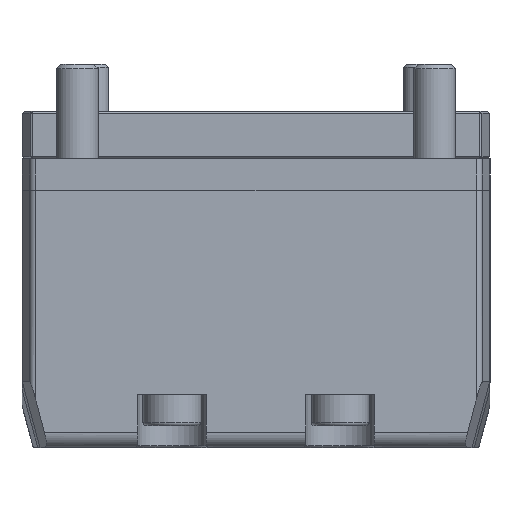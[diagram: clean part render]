
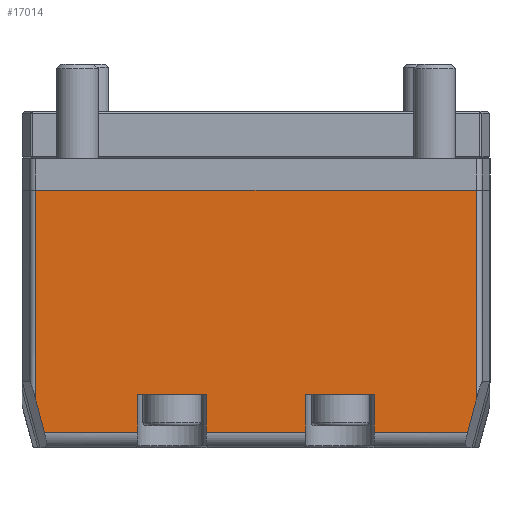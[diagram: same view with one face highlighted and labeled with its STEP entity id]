
A CAD part, front view. The second image highlights one B-rep face of the part: STEP entity #17014.
In plain terms, the highlighted planar face has unit normal (0, -1, 0).
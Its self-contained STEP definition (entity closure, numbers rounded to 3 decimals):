
#1909=LINE('',#25822,#3970);
#1915=LINE('',#25848,#3976);
#2025=LINE('',#26156,#4086);
#2027=LINE('',#26163,#4088);
#2028=LINE('',#26169,#4089);
#2034=LINE('',#26184,#4095);
#2036=LINE('',#26190,#4097);
#2050=LINE('',#26217,#4111);
#2061=LINE('',#26277,#4122);
#2071=LINE('',#26305,#4132);
#2072=LINE('',#26307,#4133);
#2073=LINE('',#26309,#4134);
#2074=LINE('',#26311,#4135);
#2075=LINE('',#26312,#4136);
#3970=VECTOR('',#21119,10.);
#3976=VECTOR('',#21141,10.);
#4086=VECTOR('',#21429,10.);
#4088=VECTOR('',#21439,10.);
#4089=VECTOR('',#21446,10.);
#4095=VECTOR('',#21464,10.);
#4097=VECTOR('',#21472,10.);
#4111=VECTOR('',#21504,10.);
#4122=VECTOR('',#21577,10.);
#4132=VECTOR('',#21605,10.);
#4133=VECTOR('',#21606,10.);
#4134=VECTOR('',#21607,10.);
#4135=VECTOR('',#21608,10.);
#4136=VECTOR('',#21609,10.);
#5856=FACE_OUTER_BOUND('',#6723,.T.);
#6723=EDGE_LOOP('',(#14747,#14748,#14749,#14750,#14751,#14752,#14753,#14754,
#14755,#14756,#14757,#14758,#14759,#14760));
#8267=VERTEX_POINT('',#25819);
#8268=VERTEX_POINT('',#25821);
#8279=VERTEX_POINT('',#25845);
#8280=VERTEX_POINT('',#25847);
#8389=VERTEX_POINT('',#26155);
#8390=VERTEX_POINT('',#26161);
#8392=VERTEX_POINT('',#26167);
#8396=VERTEX_POINT('',#26188);
#8400=VERTEX_POINT('',#26215);
#8418=VERTEX_POINT('',#26276);
#8427=VERTEX_POINT('',#26304);
#8428=VERTEX_POINT('',#26306);
#8429=VERTEX_POINT('',#26308);
#8430=VERTEX_POINT('',#26310);
#10351=EDGE_CURVE('',#8268,#8267,#1909,.T.);
#10363=EDGE_CURVE('',#8280,#8279,#1915,.T.);
#10517=EDGE_CURVE('',#8389,#8268,#2025,.T.);
#10521=EDGE_CURVE('',#8267,#8390,#2027,.T.);
#10524=EDGE_CURVE('',#8392,#8390,#2028,.T.);
#10532=EDGE_CURVE('',#8392,#8280,#2034,.T.);
#10535=EDGE_CURVE('',#8279,#8396,#2036,.T.);
#10550=EDGE_CURVE('',#8400,#8396,#2050,.T.);
#10577=EDGE_CURVE('',#8389,#8418,#2061,.T.);
#10591=EDGE_CURVE('',#8400,#8427,#2071,.T.);
#10592=EDGE_CURVE('',#8428,#8427,#2072,.T.);
#10593=EDGE_CURVE('',#8428,#8429,#2073,.T.);
#10594=EDGE_CURVE('',#8429,#8430,#2074,.T.);
#10595=EDGE_CURVE('',#8430,#8418,#2075,.T.);
#14747=ORIENTED_EDGE('',*,*,#10521,.T.);
#14748=ORIENTED_EDGE('',*,*,#10524,.F.);
#14749=ORIENTED_EDGE('',*,*,#10532,.T.);
#14750=ORIENTED_EDGE('',*,*,#10363,.T.);
#14751=ORIENTED_EDGE('',*,*,#10535,.T.);
#14752=ORIENTED_EDGE('',*,*,#10550,.F.);
#14753=ORIENTED_EDGE('',*,*,#10591,.T.);
#14754=ORIENTED_EDGE('',*,*,#10592,.F.);
#14755=ORIENTED_EDGE('',*,*,#10593,.T.);
#14756=ORIENTED_EDGE('',*,*,#10594,.T.);
#14757=ORIENTED_EDGE('',*,*,#10595,.T.);
#14758=ORIENTED_EDGE('',*,*,#10577,.F.);
#14759=ORIENTED_EDGE('',*,*,#10517,.T.);
#14760=ORIENTED_EDGE('',*,*,#10351,.T.);
#16265=PLANE('',#17981);
#17014=ADVANCED_FACE('',(#5856),#16265,.T.);
#17981=AXIS2_PLACEMENT_3D('',#26303,#21603,#21604);
#21119=DIRECTION('',(1.,0.,0.));
#21141=DIRECTION('',(1.,0.,0.));
#21429=DIRECTION('',(0.,0.,1.));
#21439=DIRECTION('',(0.,0.,-1.));
#21446=DIRECTION('',(-1.,0.,0.));
#21464=DIRECTION('',(0.,0.,1.));
#21472=DIRECTION('',(0.,0.,-1.));
#21504=DIRECTION('',(-1.,0.,0.));
#21577=DIRECTION('',(-1.,0.,0.));
#21603=DIRECTION('center_axis',(0.,-1.,0.));
#21604=DIRECTION('ref_axis',(-1.,0.,0.));
#21605=DIRECTION('',(0.259,0.,0.966));
#21606=DIRECTION('',(0.,0.,-1.));
#21607=DIRECTION('',(-1.,0.,0.));
#21608=DIRECTION('',(0.,0.,-1.));
#21609=DIRECTION('',(0.259,0.,-0.966));
#25819=CARTESIAN_POINT('',(-4.75,-22.25,-22.4));
#25821=CARTESIAN_POINT('',(-11.25,-22.25,-22.4));
#25822=CARTESIAN_POINT('',(10.466,-22.25,-22.4));
#25845=CARTESIAN_POINT('',(11.25,-22.25,-22.4));
#25847=CARTESIAN_POINT('',(4.75,-22.25,-22.4));
#25848=CARTESIAN_POINT('',(10.466,-22.25,-22.4));
#26155=CARTESIAN_POINT('',(-11.25,-22.25,-26.));
#26156=CARTESIAN_POINT('',(-11.25,-22.25,-15.25));
#26161=CARTESIAN_POINT('',(-4.75,-22.25,-26.));
#26163=CARTESIAN_POINT('',(-4.75,-22.25,-15.25));
#26167=CARTESIAN_POINT('',(4.75,-22.25,-26.));
#26169=CARTESIAN_POINT('',(10.466,-22.25,-26.));
#26184=CARTESIAN_POINT('',(4.75,-22.25,-15.25));
#26188=CARTESIAN_POINT('',(11.25,-22.25,-26.));
#26190=CARTESIAN_POINT('',(11.25,-22.25,-15.25));
#26215=CARTESIAN_POINT('',(20.113,-22.25,-26.));
#26217=CARTESIAN_POINT('',(10.466,-22.25,-26.));
#26276=CARTESIAN_POINT('',(-20.113,-22.25,-26.));
#26277=CARTESIAN_POINT('',(10.466,-22.25,-26.));
#26303=CARTESIAN_POINT('Origin',(20.932,-22.25,-3.));
#26304=CARTESIAN_POINT('',(20.932,-22.25,-22.942));
#26305=CARTESIAN_POINT('',(26.178,-22.25,-3.366));
#26306=CARTESIAN_POINT('',(20.932,-22.25,-3.));
#26307=CARTESIAN_POINT('',(20.932,-22.25,-3.));
#26308=CARTESIAN_POINT('',(-20.932,-22.25,-3.));
#26309=CARTESIAN_POINT('',(22.25,-22.25,-3.));
#26310=CARTESIAN_POINT('',(-20.932,-22.25,-22.942));
#26311=CARTESIAN_POINT('',(-20.932,-22.25,-3.));
#26312=CARTESIAN_POINT('',(-24.775,-22.25,-8.599));
